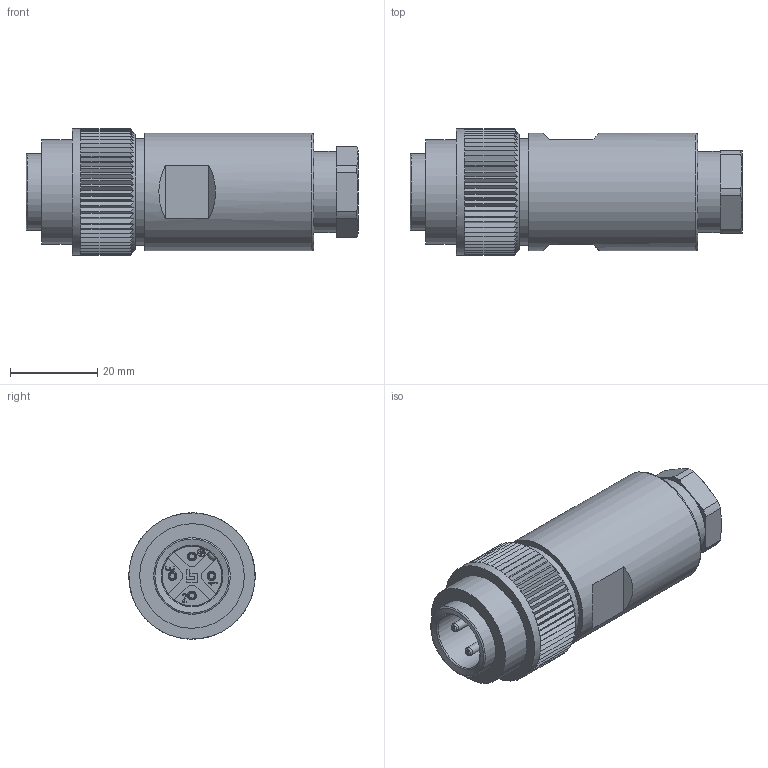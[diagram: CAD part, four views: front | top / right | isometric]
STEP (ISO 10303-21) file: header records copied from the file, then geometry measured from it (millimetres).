
FILE_DESCRIPTION(/* description */ (''),/* implementation_level */ '2;1');
FILE_NAME(/* name */ '99-4221-110-04_bg.stp',/* time_stamp */ '2010-04-19T16:16:34+02:00',/* author */ (''),/* organization */ (''),/* preprocessor_version */ 'ST-DEVELOPER v11',/* originating_system */ 'UGS - NX 5.0',/* authorisation */ '');
FILE_SCHEMA (('CONFIG_CONTROL_DESIGN'));
Length unit declared in the file: millimetre
Products named in the file (1): kborAE174jx4
Bounding box: 76.2 x 28.99 x 29 mm (x, y, z)
Volume: 36767.6 mm3; surface area: 9179 mm2
Topology: 1 solids, 1 shells, 279 faces, 765 edges, 505 vertices
Faces by surface type: plane 212, cylinder 24, extrusion 23, cone 12, sphere 5, torus 3
Full cylindrical faces by diameter (mm): 1.8 x1, 2 x4, 13.7 x1, 17.6 x1, 18.6 x1, 24 x1, 24.5 x1, 27 x1, 29 x1
Entity records: 8972 total; most frequent: CARTESIAN_POINT 2373, ORIENTED_EDGE 1438, DIRECTION 1123, EDGE_CURVE 719, VERTEX_POINT 489, VECTOR 453, LINE 430, AXIS2_PLACEMENT_3D 335
